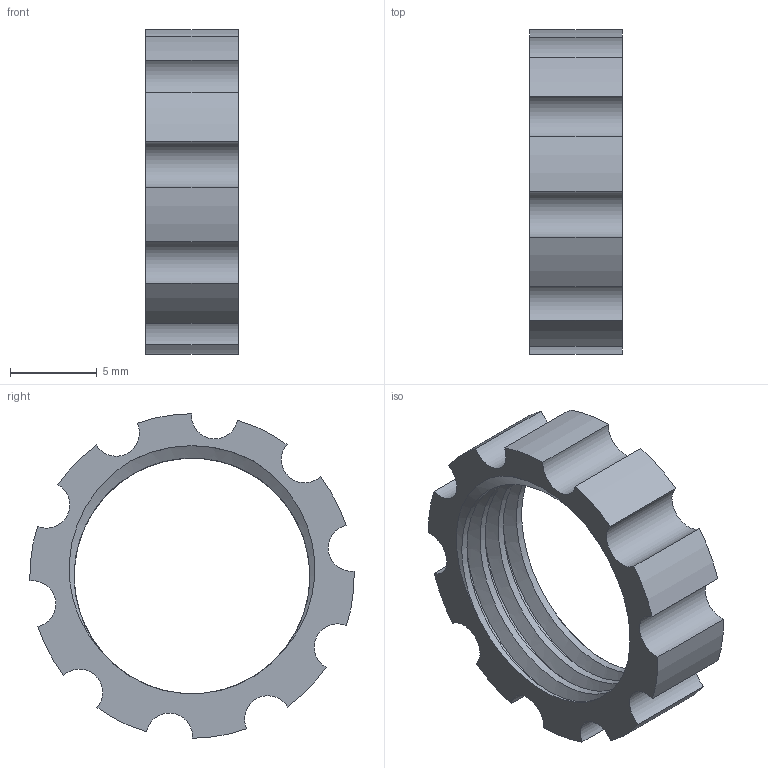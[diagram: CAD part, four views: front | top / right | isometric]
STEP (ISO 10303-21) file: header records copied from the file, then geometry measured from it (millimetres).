
FILE_DESCRIPTION(/* description */ (''),/* implementation_level */ '2;1');
FILE_NAME(/* name */ 'Nut.step',/* time_stamp */ '2022-06-30T09:30:38-06:00',/* author */ (''),/* organization */ (''),/* preprocessor_version */ 'ST-DEVELOPER v19',/* originating_system */ 'Autodesk Translation Framework v11.7.0.108',/* authorisation */ '');
FILE_SCHEMA (('AUTOMOTIVE_DESIGN { 1 0 10303 214 3 1 1 }'));
Length unit declared in the file: inch
Products named in the file (1): (Unsaved)
Bounding box: 5.34 x 18.67 x 18.68 mm (x, y, z)
Volume: 467.7 mm3; surface area: 934.8 mm2
Topology: 1 solids, 1 shells, 33 faces, 93 edges, 62 vertices
Faces by surface type: cylinder 29, plane 2, bspline 2
Full cylindrical faces by diameter (mm): 13.569 x2, 15.01 x3
Entity records: 2128 total; most frequent: CARTESIAN_POINT 1237, ORIENTED_EDGE 186, DIRECTION 179, EDGE_CURVE 93, AXIS2_PLACEMENT_3D 76, VERTEX_POINT 62, CIRCLE 44, EDGE_LOOP 35
